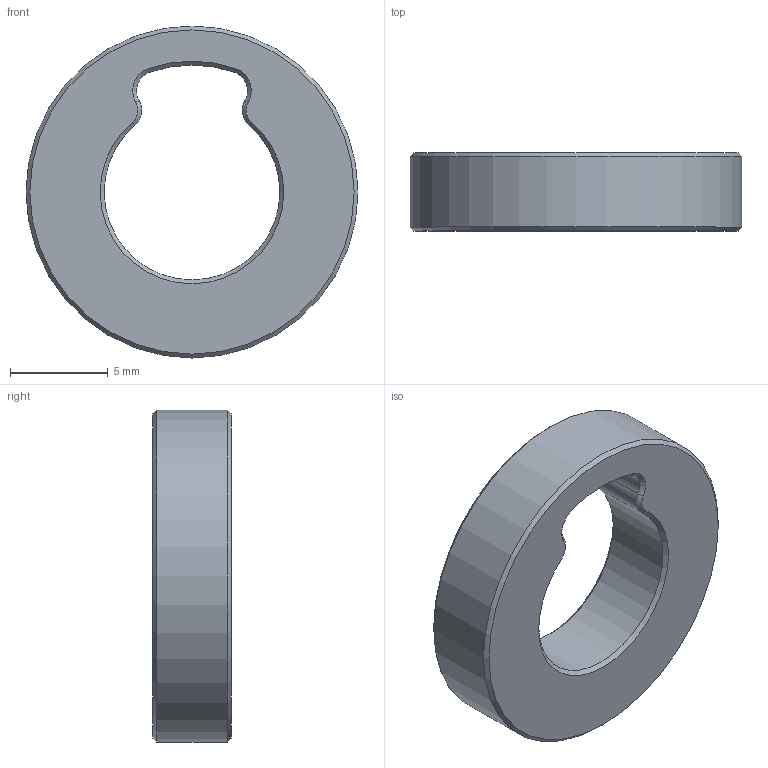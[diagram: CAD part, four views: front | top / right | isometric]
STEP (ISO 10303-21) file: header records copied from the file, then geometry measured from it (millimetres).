
FILE_DESCRIPTION(/* description */ (''),/* implementation_level */ '2;1');
FILE_NAME(/* name */ 'Spacer with a hole.step',/* time_stamp */ '2021-02-10T11:21:02+03:00',/* author */ (''),/* organization */ (''),/* preprocessor_version */ 'ST-DEVELOPER v18.1',/* originating_system */ 'Autodesk Translation Framework v9.7.1.1290',/* authorisation */ '');
FILE_SCHEMA (('AUTOMOTIVE_DESIGN { 1 0 10303 214 3 1 1 }'));
Length unit declared in the file: metre
Products named in the file (1): Spacer with a hole
Bounding box: 17 x 4 x 17 mm (x, y, z)
Volume: 604.9 mm3; surface area: 628.2 mm2
Topology: 1 solids, 1 shells, 23 faces, 49 edges, 28 vertices
Faces by surface type: cone 14, cylinder 7, plane 2
Full cylindrical faces by diameter (mm): 17 x1
Entity records: 663 total; most frequent: DIRECTION 125, CARTESIAN_POINT 101, ORIENTED_EDGE 98, AXIS2_PLACEMENT_3D 52, EDGE_CURVE 49, CIRCLE 28, VERTEX_POINT 28, EDGE_LOOP 25
